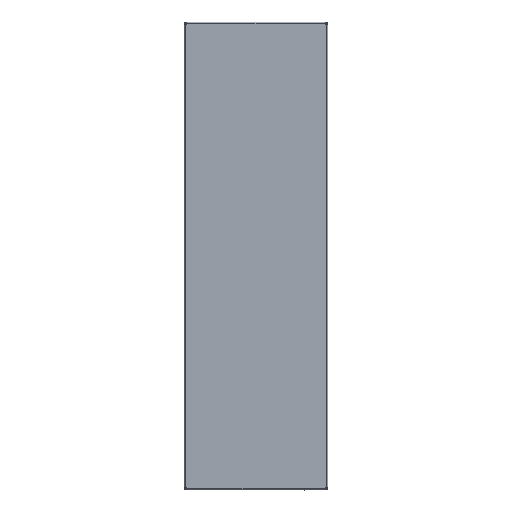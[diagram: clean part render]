
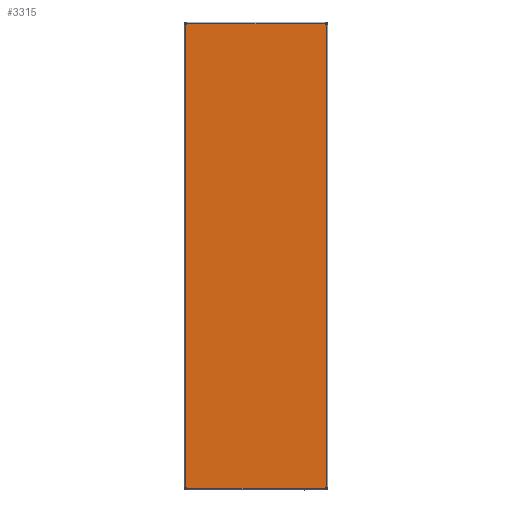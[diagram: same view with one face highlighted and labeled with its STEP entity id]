
A CAD part, left-side view. The second image highlights one B-rep face of the part: STEP entity #3315.
In plain terms, the highlighted planar face has unit normal (-1, 0, 0).
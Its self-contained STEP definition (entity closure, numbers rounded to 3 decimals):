
#151=PLANE($,#3666);
#179=LINE($,#4904,#487);
#183=LINE($,#4912,#491);
#287=LINE($,#5201,#595);
#289=LINE($,#5206,#597);
#292=LINE($,#5212,#600);
#326=LINE($,#5287,#634);
#328=LINE($,#5292,#636);
#331=LINE($,#5298,#639);
#435=LINE($,#5587,#743);
#437=LINE($,#5592,#745);
#440=LINE($,#5598,#748);
#441=LINE($,#5599,#749);
#487=VECTOR($,#3932,0.75);
#491=VECTOR($,#3938,0.834);
#595=VECTOR($,#4230,426.85);
#597=VECTOR($,#4236,0.834);
#600=VECTOR($,#4241,0.75);
#634=VECTOR($,#4311,127.678);
#636=VECTOR($,#4317,0.75);
#639=VECTOR($,#4322,0.932);
#743=VECTOR($,#4614,426.85);
#745=VECTOR($,#4620,0.834);
#748=VECTOR($,#4625,0.75);
#749=VECTOR($,#4626,127.776);
#981=FACE_OUTER_BOUND($,#1185,.T.);
#1185=EDGE_LOOP($,(#3021,#3022,#3023,#3024,#3025,#3026,#3027,#3028,#3029,
#3030,#3031,#3032));
#1453=VERTEX_POINT($,#4902);
#1454=VERTEX_POINT($,#4903);
#1457=VERTEX_POINT($,#4911);
#1548=VERTEX_POINT($,#5199);
#1549=VERTEX_POINT($,#5205);
#1551=VERTEX_POINT($,#5211);
#1574=VERTEX_POINT($,#5285);
#1575=VERTEX_POINT($,#5291);
#1577=VERTEX_POINT($,#5297);
#1668=VERTEX_POINT($,#5585);
#1669=VERTEX_POINT($,#5591);
#1671=VERTEX_POINT($,#5597);
#1789=EDGE_CURVE($,#1453,#1454,#179,.T.);
#1793=EDGE_CURVE($,#1457,#1453,#183,.T.);
#1937=EDGE_CURVE($,#1548,#1457,#287,.T.);
#1939=EDGE_CURVE($,#1549,#1548,#289,.T.);
#1942=EDGE_CURVE($,#1551,#1549,#292,.T.);
#1980=EDGE_CURVE($,#1574,#1551,#326,.T.);
#1982=EDGE_CURVE($,#1575,#1574,#328,.T.);
#1985=EDGE_CURVE($,#1577,#1575,#331,.T.);
#2129=EDGE_CURVE($,#1668,#1577,#435,.T.);
#2131=EDGE_CURVE($,#1669,#1668,#437,.T.);
#2134=EDGE_CURVE($,#1671,#1669,#440,.T.);
#2135=EDGE_CURVE($,#1454,#1671,#441,.T.);
#3021=ORIENTED_EDGE($,*,*,#2134,.T.);
#3022=ORIENTED_EDGE($,*,*,#2131,.T.);
#3023=ORIENTED_EDGE($,*,*,#2129,.T.);
#3024=ORIENTED_EDGE($,*,*,#1985,.T.);
#3025=ORIENTED_EDGE($,*,*,#1982,.T.);
#3026=ORIENTED_EDGE($,*,*,#1980,.T.);
#3027=ORIENTED_EDGE($,*,*,#1942,.T.);
#3028=ORIENTED_EDGE($,*,*,#1939,.T.);
#3029=ORIENTED_EDGE($,*,*,#1937,.T.);
#3030=ORIENTED_EDGE($,*,*,#1793,.T.);
#3031=ORIENTED_EDGE($,*,*,#1789,.T.);
#3032=ORIENTED_EDGE($,*,*,#2135,.T.);
#3315=ADVANCED_FACE($,(#981),#151,.T.);
#3666=AXIS2_PLACEMENT_3D($,#5596,#4623,#4624);
#3932=DIRECTION($,(0.,0.,1.));
#3938=DIRECTION($,(0.,1.,0.));
#4230=DIRECTION($,(0.,0.,1.));
#4236=DIRECTION($,(0.,-1.,0.));
#4241=DIRECTION($,(0.,0.,1.));
#4311=DIRECTION($,(0.,-1.,0.));
#4317=DIRECTION($,(0.,0.,-1.));
#4322=DIRECTION($,(0.,-1.,0.));
#4614=DIRECTION($,(0.,0.,-1.));
#4620=DIRECTION($,(0.,1.,0.));
#4623=DIRECTION('center_axis',(-1.,0.,0.));
#4624=DIRECTION('ref_axis',(0.,0.,1.));
#4625=DIRECTION($,(0.,0.,-1.));
#4626=DIRECTION($,(0.,1.,0.));
#4902=CARTESIAN_POINT('',(-36.353,-63.888,213.425));
#4903=CARTESIAN_POINT('',(-36.353,-63.888,214.175));
#4904=CARTESIAN_POINT($,(-36.353,-63.888,213.425));
#4911=CARTESIAN_POINT('',(-36.353,-64.722,213.425));
#4912=CARTESIAN_POINT($,(-36.353,-64.722,213.425));
#5199=CARTESIAN_POINT('',(-36.353,-64.722,-213.425));
#5201=CARTESIAN_POINT($,(-36.353,-64.722,-213.425));
#5205=CARTESIAN_POINT('',(-36.353,-63.888,-213.425));
#5206=CARTESIAN_POINT($,(-36.353,-63.888,-213.425));
#5211=CARTESIAN_POINT('',(-36.353,-63.888,-214.175));
#5212=CARTESIAN_POINT($,(-36.353,-63.888,-214.175));
#5285=CARTESIAN_POINT('',(-36.353,63.79,-214.175));
#5287=CARTESIAN_POINT($,(-36.353,63.79,-214.175));
#5291=CARTESIAN_POINT('',(-36.353,63.79,-213.425));
#5292=CARTESIAN_POINT($,(-36.353,63.79,-213.425));
#5297=CARTESIAN_POINT('',(-36.353,64.722,-213.425));
#5298=CARTESIAN_POINT($,(-36.353,64.722,-213.425));
#5585=CARTESIAN_POINT('',(-36.353,64.722,213.425));
#5587=CARTESIAN_POINT($,(-36.353,64.722,213.425));
#5591=CARTESIAN_POINT('',(-36.353,63.888,213.425));
#5592=CARTESIAN_POINT($,(-36.353,63.888,213.425));
#5596=CARTESIAN_POINT('Origin',(-36.353,0.,
0.));
#5597=CARTESIAN_POINT('',(-36.353,63.888,214.175));
#5598=CARTESIAN_POINT($,(-36.353,63.888,214.175));
#5599=CARTESIAN_POINT($,(-36.353,-63.888,214.175));
